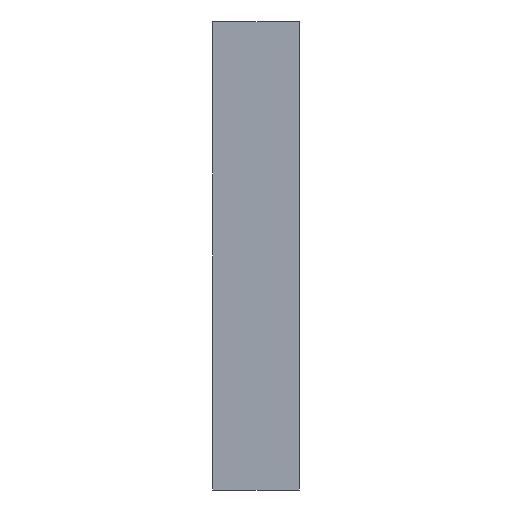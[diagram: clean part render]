
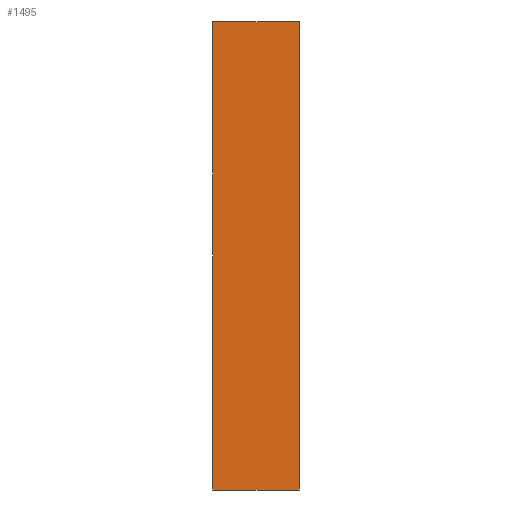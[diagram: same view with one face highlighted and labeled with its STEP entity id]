
A CAD part, left-side view. The second image highlights one B-rep face of the part: STEP entity #1495.
In plain terms, the highlighted planar face has unit normal (-1, 0, 0).
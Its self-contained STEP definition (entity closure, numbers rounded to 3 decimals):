
#146=FACE_OUTER_BOUND('',#228,.T.);
#228=EDGE_LOOP('',(#1361,#1362,#1363,#1364));
#332=LINE('',#2164,#467);
#368=LINE('',#2238,#503);
#424=LINE('',#2801,#559);
#425=LINE('',#2803,#560);
#467=VECTOR('',#1742,10.);
#503=VECTOR('',#1802,10.);
#559=VECTOR('',#2032,10.);
#560=VECTOR('',#2035,10.);
#607=VERTEX_POINT('',#2161);
#608=VERTEX_POINT('',#2163);
#633=VERTEX_POINT('',#2235);
#634=VERTEX_POINT('',#2237);
#762=EDGE_CURVE('',#607,#608,#332,.T.);
#800=EDGE_CURVE('',#633,#634,#368,.T.);
#923=EDGE_CURVE('',#607,#634,#424,.T.);
#924=EDGE_CURVE('',#608,#633,#425,.T.);
#1361=ORIENTED_EDGE('',*,*,#762,.F.);
#1362=ORIENTED_EDGE('',*,*,#923,.T.);
#1363=ORIENTED_EDGE('',*,*,#800,.F.);
#1364=ORIENTED_EDGE('',*,*,#924,.F.);
#1416=PLANE('',#1642);
#1495=ADVANCED_FACE('',(#146),#1416,.F.);
#1642=AXIS2_PLACEMENT_3D('',#2808,#2044,#2045);
#1742=DIRECTION('',(0.,0.,1.));
#1802=DIRECTION('',(0.,0.,-1.));
#2032=DIRECTION('',(0.,-1.,0.));
#2035=DIRECTION('',(0.,-1.,0.));
#2044=DIRECTION('center_axis',(1.,0.,0.));
#2045=DIRECTION('ref_axis',(0.,1.,0.));
#2161=CARTESIAN_POINT('',(-42.57,4.775,-4.652));
#2163=CARTESIAN_POINT('',(-42.57,4.775,11.252));
#2164=CARTESIAN_POINT('',(-42.57,4.775,6.252));
#2235=CARTESIAN_POINT('',(-42.57,1.825,11.252));
#2237=CARTESIAN_POINT('',(-42.57,1.825,-4.652));
#2238=CARTESIAN_POINT('',(-42.57,1.825,0.348));
#2801=CARTESIAN_POINT('',(-42.57,4.775,-4.652));
#2803=CARTESIAN_POINT('',(-42.57,4.775,11.252));
#2808=CARTESIAN_POINT('Origin',(-42.57,3.3,3.3));
